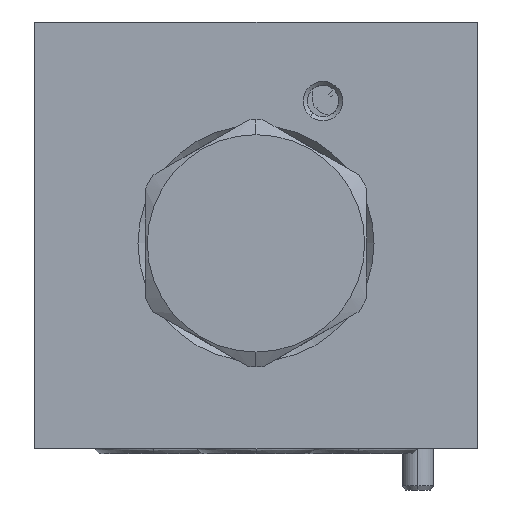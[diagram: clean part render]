
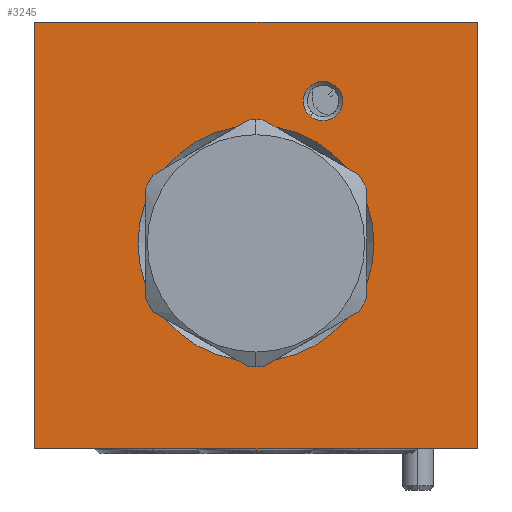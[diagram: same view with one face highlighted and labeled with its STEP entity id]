
A CAD part, left-side view. The second image highlights one B-rep face of the part: STEP entity #3245.
In plain terms, the highlighted planar face has unit normal (-1, 0, 0).
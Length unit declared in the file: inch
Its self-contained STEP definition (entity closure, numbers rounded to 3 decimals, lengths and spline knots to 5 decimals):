
#1=DIRECTION('',(0.,-1.,0.));
#2=VECTOR('',#1,1.75);
#3=CARTESIAN_POINT('',(0.,0.,0.));
#4=LINE('',#3,#2);
#107=DIRECTION('',(0.,0.,1.));
#108=VECTOR('',#107,1.688);
#109=CARTESIAN_POINT('',(0.,0.,0.));
#110=LINE('',#109,#108);
#111=CARTESIAN_POINT('',(0.,-1.14,1.375));
#112=DIRECTION('',(1.,0.,0.));
#113=DIRECTION('',(0.,0.643,-0.766));
#114=AXIS2_PLACEMENT_3D('',#111,#112,#113);
#116=CARTESIAN_POINT('',(0.,-1.14,1.375));
#117=DIRECTION('',(1.,0.,0.));
#118=DIRECTION('',(0.,-0.643,0.766));
#119=AXIS2_PLACEMENT_3D('',#116,#117,#118);
#121=CARTESIAN_POINT('',(0.,-0.875,0.812));
#122=DIRECTION('',(1.,0.,0.));
#123=DIRECTION('',(0.,0.,-1.));
#124=AXIS2_PLACEMENT_3D('',#121,#122,#123);
#126=CARTESIAN_POINT('',(0.,-0.875,0.812));
#127=DIRECTION('',(1.,0.,0.));
#128=DIRECTION('',(0.,0.,1.));
#129=AXIS2_PLACEMENT_3D('',#126,#127,#128);
#149=DIRECTION('',(0.,0.,1.));
#150=VECTOR('',#149,1.688);
#151=CARTESIAN_POINT('',(0.,-1.75,0.));
#152=LINE('',#151,#150);
#153=DIRECTION('',(0.,-1.,0.));
#154=VECTOR('',#153,1.75);
#155=CARTESIAN_POINT('',(0.,0.,1.688));
#156=LINE('',#155,#154);
#2818=CARTESIAN_POINT('',(0.,0.,0.));
#2819=CARTESIAN_POINT('',(0.,-1.75,0.));
#2820=VERTEX_POINT('',#2818);
#2821=VERTEX_POINT('',#2819);
#2826=CARTESIAN_POINT('',(0.,0.,1.688));
#2827=CARTESIAN_POINT('',(0.,-1.75,1.688));
#2828=VERTEX_POINT('',#2826);
#2829=VERTEX_POINT('',#2827);
#2880=CARTESIAN_POINT('',(0.,-1.08986,1.31525));
#2881=CARTESIAN_POINT('',(0.,-1.19014,1.43475));
#2882=VERTEX_POINT('',#2880);
#2883=VERTEX_POINT('',#2881);
#2926=CARTESIAN_POINT('',(0.,-0.875,1.279));
#2927=VERTEX_POINT('',#2926);
#2934=CARTESIAN_POINT('',(0.,-0.875,0.345));
#2935=VERTEX_POINT('',#2934);
#3219=CARTESIAN_POINT('',(0.,0.,0.));
#3220=DIRECTION('',(-1.,0.,0.));
#3221=DIRECTION('',(0.,-1.,0.));
#3222=AXIS2_PLACEMENT_3D('',#3219,#3220,#3221);
#3223=PLANE('',#3222);
#3224=ORIENTED_EDGE('',*,*,#3154,.F.);
#3226=ORIENTED_EDGE('',*,*,#3225,.T.);
#3228=ORIENTED_EDGE('',*,*,#3227,.T.);
#3230=ORIENTED_EDGE('',*,*,#3229,.F.);
#3231=EDGE_LOOP('',(#3224,#3226,#3228,#3230));
#3232=FACE_OUTER_BOUND('',#3231,.F.);
#3234=ORIENTED_EDGE('',*,*,#3233,.F.);
#3236=ORIENTED_EDGE('',*,*,#3235,.F.);
#3237=EDGE_LOOP('',(#3234,#3236));
#3238=FACE_BOUND('',#3237,.F.);
#3240=ORIENTED_EDGE('',*,*,#3239,.F.);
#3242=ORIENTED_EDGE('',*,*,#3241,.F.);
#3243=EDGE_LOOP('',(#3240,#3242));
#3244=FACE_BOUND('',#3243,.F.);
#3245=ADVANCED_FACE('',(#3232,#3238,#3244),#3223,.T.);
#115=CIRCLE('',#114,0.078);
#120=CIRCLE('',#119,0.078);
#125=CIRCLE('',#124,0.467);
#130=CIRCLE('',#129,0.467);
#3154=EDGE_CURVE('',#2820,#2821,#4,.T.);
#3225=EDGE_CURVE('',#2820,#2828,#110,.T.);
#3227=EDGE_CURVE('',#2828,#2829,#156,.T.);
#3229=EDGE_CURVE('',#2821,#2829,#152,.T.);
#3233=EDGE_CURVE('',#2882,#2883,#115,.T.);
#3235=EDGE_CURVE('',#2883,#2882,#120,.T.);
#3239=EDGE_CURVE('',#2935,#2927,#125,.T.);
#3241=EDGE_CURVE('',#2927,#2935,#130,.T.);
